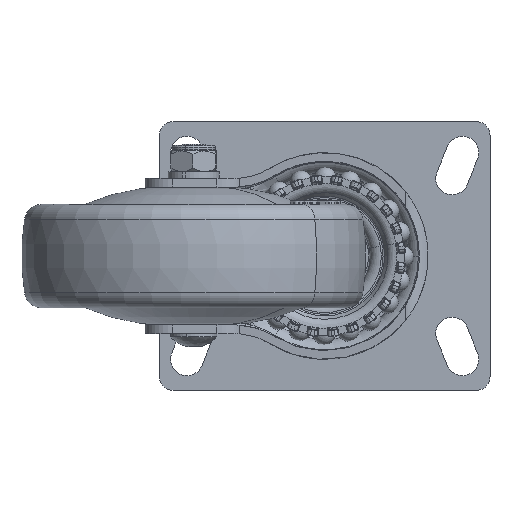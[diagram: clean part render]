
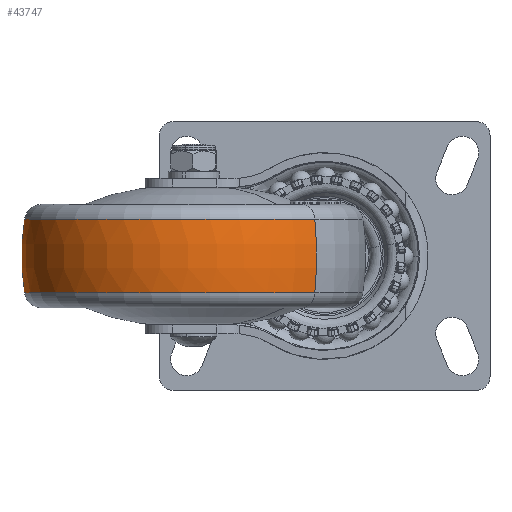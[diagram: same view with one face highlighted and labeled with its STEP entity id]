
A CAD part, front view. The second image highlights one B-rep face of the part: STEP entity #43747.
In plain terms, the highlighted toroidal (fillet/blend) face has major radius 25.75 mm and minor radius 75.75 mm.
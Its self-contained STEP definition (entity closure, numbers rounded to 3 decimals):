
#2684 = DIRECTION ( 'NONE',  ( -0.714, 0.7, 0. ) ) ;
#3336 = DIRECTION ( 'NONE',  ( 0.7, 0.714, 0. ) ) ;
#4029 = CARTESIAN_POINT ( 'NONE',  ( -38., -85.037, 10.681 ) ) ;
#4633 = DIRECTION ( 'NONE',  ( 0., 0., 1. ) ) ;
#4830 = EDGE_CURVE ( 'NONE', #20002, #55513, #12266, .T. ) ;
#5741 = AXIS2_PLACEMENT_3D ( 'NONE', #4029, #54403, #54010 ) ;
#6155 = CARTESIAN_POINT ( 'NONE',  ( -2.859, -119.528, -10.732 ) ) ;
#7936 = ORIENTED_EDGE ( 'NONE', *, *, #30605, .T. ) ;
#8593 = DIRECTION ( 'NONE',  ( -0.714, 0.7, 0. ) ) ;
#11527 = DIRECTION ( 'NONE',  ( 0., 0., 1. ) ) ;
#12266 = CIRCLE ( 'NONE', #16388, 75.75 ) ;
#12408 = DIRECTION ( 'NONE',  ( -0.714, 0.7, 0. ) ) ;
#12572 = VERTEX_POINT ( 'NONE', #6155 ) ;
#13102 = VERTEX_POINT ( 'NONE', #43215 ) ;
#14618 = CIRCLE ( 'NONE', #35537, 75.75 ) ;
#16343 = CARTESIAN_POINT ( 'NONE',  ( -38., -85.037, -0.026 ) ) ;
#16388 = AXIS2_PLACEMENT_3D ( 'NONE', #25889, #3336, #12408 ) ;
#17480 = DIRECTION ( 'NONE',  ( -0.7, -0.714, 0. ) ) ;
#20002 = VERTEX_POINT ( 'NONE', #31385 ) ;
#25889 = CARTESIAN_POINT ( 'NONE',  ( -19.623, -103.074, -0.026 ) ) ;
#27270 = AXIS2_PLACEMENT_3D ( 'NONE', #16343, #11527, #2684 ) ;
#27734 = CIRCLE ( 'NONE', #39081, 49.24 ) ;
#30605 = EDGE_CURVE ( 'NONE', #13102, #55513, #55395, .T. ) ;
#31029 = ORIENTED_EDGE ( 'NONE', *, *, #49757, .T. ) ;
#31385 = CARTESIAN_POINT ( 'NONE',  ( -73.141, -50.546, -10.732 ) ) ;
#33345 = TOROIDAL_SURFACE ( 'NONE', #27270, -25.75, 75.75 ) ;
#35467 = EDGE_CURVE ( 'NONE', #20002, #12572, #27734, .T. ) ;
#35537 = AXIS2_PLACEMENT_3D ( 'NONE', #53004, #17480, #40093 ) ;
#35778 = CARTESIAN_POINT ( 'NONE',  ( -38., -85.037, -10.732 ) ) ;
#37519 = ORIENTED_EDGE ( 'NONE', *, *, #4830, .F. ) ;
#39081 = AXIS2_PLACEMENT_3D ( 'NONE', #35778, #4633, #8593 ) ;
#39085 = FACE_OUTER_BOUND ( 'NONE', #45016, .T. ) ;
#40093 = DIRECTION ( 'NONE',  ( 0.714, -0.7, 0. ) ) ;
#43215 = CARTESIAN_POINT ( 'NONE',  ( -2.859, -119.528, 10.681 ) ) ;
#43747 = ADVANCED_FACE ( 'NONE', ( #39085 ), #33345, .T. ) ;
#45016 = EDGE_LOOP ( 'NONE', ( #52146, #31029, #7936, #37519 ) ) ;
#45028 = CARTESIAN_POINT ( 'NONE',  ( -73.141, -50.546, 10.681 ) ) ;
#49757 = EDGE_CURVE ( 'NONE', #12572, #13102, #14618, .T. ) ;
#52146 = ORIENTED_EDGE ( 'NONE', *, *, #35467, .T. ) ;
#53004 = CARTESIAN_POINT ( 'NONE',  ( -56.377, -67., -0.026 ) ) ;
#54010 = DIRECTION ( 'NONE',  ( 0.714, -0.7, 0. ) ) ;
#54403 = DIRECTION ( 'NONE',  ( 0., 0., -1. ) ) ;
#55395 = CIRCLE ( 'NONE', #5741, 49.24 ) ;
#55513 = VERTEX_POINT ( 'NONE', #45028 ) ;
